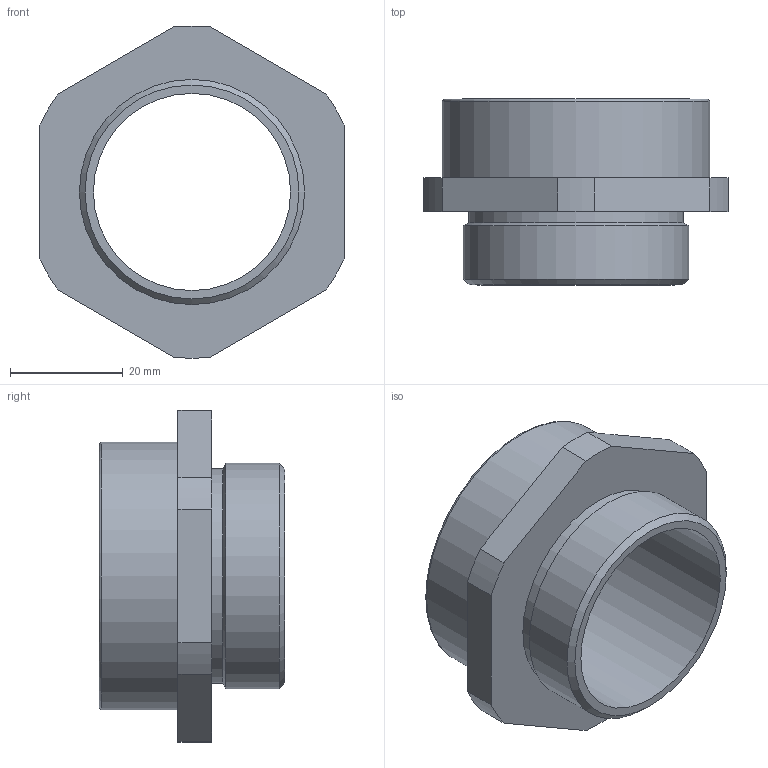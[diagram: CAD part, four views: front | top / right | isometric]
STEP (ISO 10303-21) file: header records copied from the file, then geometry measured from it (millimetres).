
FILE_DESCRIPTION( ( 'STEP AP203' ), '1' );
FILE_NAME( 'FLEXA LIF-M 5801.345.040.stp', '2020-03-24T07:57:36', ( 'License CC BY-ND 4.0' ), ( 'CADENAS' ), ' ', 'PARTsolutions', ' ' );
FILE_SCHEMA( ( 'CONFIG_CONTROL_DESIGN' ) );
Length unit declared in the file: millimetre
Products named in the file (1): _FLEXA LIF-M 5801.345.040
Bounding box: 54 x 33 x 58.96 mm (x, y, z)
Volume: 18415.1 mm3; surface area: 15140.5 mm2
Topology: 1 solids, 1 shells, 29 faces, 63 edges, 40 vertices
Faces by surface type: cylinder 13, plane 12, cone 3, torus 1
Full cylindrical faces by diameter (mm): 35 x1, 38 x1, 38.16 x1, 40 x1, 40.5 x1, 45 x1, 47.5 x1
Entity records: 790 total; most frequent: DIRECTION 140, CARTESIAN_POINT 122, ORIENTED_EDGE 104, AXIS2_PLACEMENT_3D 58, EDGE_CURVE 52, EDGE_LOOP 46, VERTEX_POINT 40, FACE_OUTER_BOUND 37
